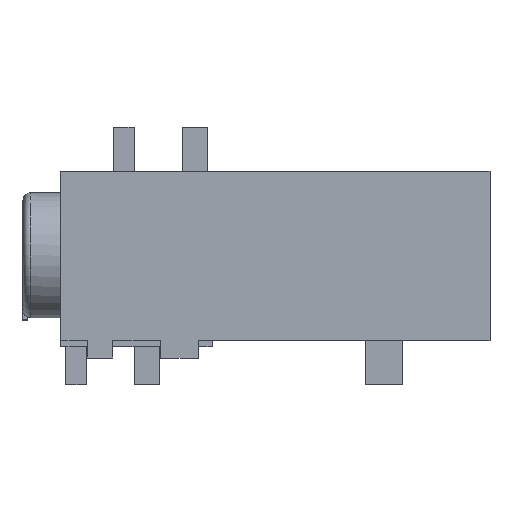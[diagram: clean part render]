
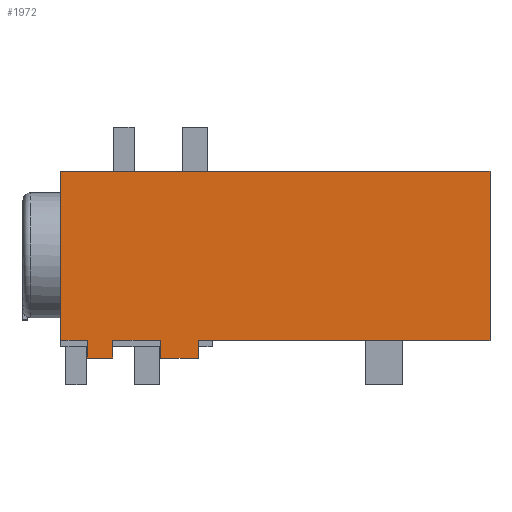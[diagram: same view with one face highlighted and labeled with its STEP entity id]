
A CAD part, top view. The second image highlights one B-rep face of the part: STEP entity #1972.
In plain terms, the highlighted planar face has unit normal (0, 0, 1).
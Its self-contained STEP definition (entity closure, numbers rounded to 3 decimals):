
#66=PLANE('',#2119);
#178=FACE_OUTER_BOUND('',#290,.T.);
#290=EDGE_LOOP('',(#1539,#1540,#1541,#1542,#1543,#1544,#1545,#1546,#1547,
#1548,#1549,#1550,#1551));
#385=LINE('',#2804,#647);
#401=LINE('',#2854,#663);
#403=LINE('',#2860,#665);
#408=LINE('',#2868,#670);
#417=LINE('',#2886,#679);
#421=LINE('',#2893,#683);
#422=LINE('',#2894,#684);
#433=LINE('',#2916,#695);
#434=LINE('',#2919,#696);
#438=LINE('',#2926,#700);
#439=LINE('',#2930,#701);
#444=LINE('',#2940,#706);
#447=LINE('',#2944,#709);
#647=VECTOR('',#2240,10.);
#663=VECTOR('',#2294,10.);
#665=VECTOR('',#2298,10.);
#670=VECTOR('',#2307,10.);
#679=VECTOR('',#2318,10.);
#683=VECTOR('',#2322,10.);
#684=VECTOR('',#2323,10.);
#695=VECTOR('',#2344,10.);
#696=VECTOR('',#2347,10.);
#700=VECTOR('',#2355,10.);
#701=VECTOR('',#2360,10.);
#706=VECTOR('',#2369,10.);
#709=VECTOR('',#2374,10.);
#927=VERTEX_POINT('',#2801);
#928=VERTEX_POINT('',#2803);
#941=VERTEX_POINT('',#2848);
#943=VERTEX_POINT('',#2852);
#944=VERTEX_POINT('',#2856);
#946=VERTEX_POINT('',#2859);
#954=VERTEX_POINT('',#2883);
#955=VERTEX_POINT('',#2885);
#958=VERTEX_POINT('',#2891);
#964=VERTEX_POINT('',#2914);
#965=VERTEX_POINT('',#2918);
#967=VERTEX_POINT('',#2929);
#970=VERTEX_POINT('',#2939);
#1118=EDGE_CURVE('',#928,#927,#385,.T.);
#1143=EDGE_CURVE('',#941,#943,#401,.T.);
#1145=EDGE_CURVE('',#944,#946,#403,.T.);
#1150=EDGE_CURVE('',#946,#943,#408,.T.);
#1159=EDGE_CURVE('',#955,#954,#417,.T.);
#1163=EDGE_CURVE('',#944,#958,#421,.T.);
#1164=EDGE_CURVE('',#927,#941,#422,.T.);
#1175=EDGE_CURVE('',#958,#964,#433,.T.);
#1176=EDGE_CURVE('',#955,#965,#434,.T.);
#1180=EDGE_CURVE('',#965,#964,#438,.T.);
#1181=EDGE_CURVE('',#967,#928,#439,.T.);
#1186=EDGE_CURVE('',#970,#967,#444,.T.);
#1189=EDGE_CURVE('',#954,#970,#447,.T.);
#1539=ORIENTED_EDGE('',*,*,#1164,.T.);
#1540=ORIENTED_EDGE('',*,*,#1143,.T.);
#1541=ORIENTED_EDGE('',*,*,#1150,.F.);
#1542=ORIENTED_EDGE('',*,*,#1145,.F.);
#1543=ORIENTED_EDGE('',*,*,#1163,.T.);
#1544=ORIENTED_EDGE('',*,*,#1175,.T.);
#1545=ORIENTED_EDGE('',*,*,#1180,.F.);
#1546=ORIENTED_EDGE('',*,*,#1176,.F.);
#1547=ORIENTED_EDGE('',*,*,#1159,.T.);
#1548=ORIENTED_EDGE('',*,*,#1189,.T.);
#1549=ORIENTED_EDGE('',*,*,#1186,.T.);
#1550=ORIENTED_EDGE('',*,*,#1181,.T.);
#1551=ORIENTED_EDGE('',*,*,#1118,.T.);
#1972=ADVANCED_FACE('',(#178),#66,.T.);
#2119=AXIS2_PLACEMENT_3D('',#2945,#2375,#2376);
#2240=DIRECTION('',(0.,-1.,0.));
#2294=DIRECTION('',(0.,-1.,0.));
#2298=DIRECTION('',(0.,-1.,0.));
#2307=DIRECTION('',(-1.,0.,0.));
#2318=DIRECTION('',(1.,0.,0.));
#2322=DIRECTION('',(1.,0.,0.));
#2323=DIRECTION('',(1.,0.,0.));
#2344=DIRECTION('',(0.,-1.,0.));
#2347=DIRECTION('',(0.,-1.,0.));
#2355=DIRECTION('',(-1.,0.,0.));
#2360=DIRECTION('',(0.,-1.,0.));
#2369=DIRECTION('',(-1.,0.,0.));
#2374=DIRECTION('',(0.,1.,0.));
#2375=DIRECTION('center_axis',(0.,0.,1.));
#2376=DIRECTION('ref_axis',(1.,0.,0.));
#2801=CARTESIAN_POINT('',(0.,-3.35,5.));
#2803=CARTESIAN_POINT('',(0.,0.,5.));
#2804=CARTESIAN_POINT('',(0.,-3.35,5.));
#2848=CARTESIAN_POINT('',(1.05,-3.35,5.));
#2852=CARTESIAN_POINT('',(1.05,-4.05,5.));
#2854=CARTESIAN_POINT('',(1.05,-3.35,5.));
#2856=CARTESIAN_POINT('',(2.05,-3.35,5.));
#2859=CARTESIAN_POINT('',(2.05,-4.05,5.));
#2860=CARTESIAN_POINT('',(2.05,-3.35,5.));
#2868=CARTESIAN_POINT('',(1.05,-4.05,5.));
#2883=CARTESIAN_POINT('',(17.,-3.35,5.));
#2885=CARTESIAN_POINT('',(5.45,-3.35,5.));
#2886=CARTESIAN_POINT('',(17.,-3.35,5.));
#2891=CARTESIAN_POINT('',(3.95,-3.35,5.));
#2893=CARTESIAN_POINT('',(17.,-3.35,5.));
#2894=CARTESIAN_POINT('',(17.,-3.35,5.));
#2914=CARTESIAN_POINT('',(3.95,-4.05,5.));
#2916=CARTESIAN_POINT('',(3.95,-3.35,5.));
#2918=CARTESIAN_POINT('',(5.45,-4.05,5.));
#2919=CARTESIAN_POINT('',(5.45,-3.35,5.));
#2926=CARTESIAN_POINT('',(3.95,-4.05,5.));
#2929=CARTESIAN_POINT('',(0.,3.35,5.));
#2930=CARTESIAN_POINT('',(0.,-3.35,5.));
#2939=CARTESIAN_POINT('',(17.,3.35,5.));
#2940=CARTESIAN_POINT('',(0.,3.35,5.));
#2944=CARTESIAN_POINT('',(17.,3.35,5.));
#2945=CARTESIAN_POINT('Origin',(8.5,0.,5.));
